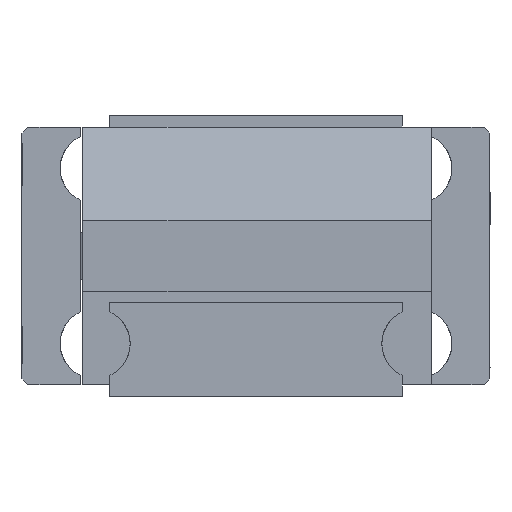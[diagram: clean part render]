
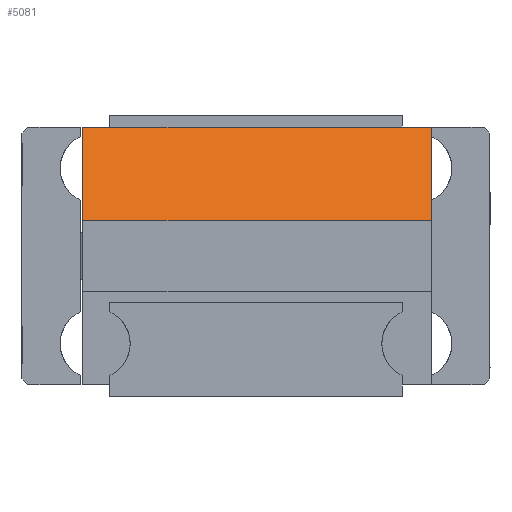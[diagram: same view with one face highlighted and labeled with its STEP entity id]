
A CAD part, front view. The second image highlights one B-rep face of the part: STEP entity #5081.
In plain terms, the highlighted face is planar.
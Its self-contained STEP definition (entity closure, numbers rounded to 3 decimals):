
#5042=CARTESIAN_POINT('',(15.0,-3.0,-3.0));
#5043=DIRECTION('',(0.0,-0.707,-0.707));
#5044=DIRECTION('',(-1.0,0.0,0.0));
#5045=AXIS2_PLACEMENT_3D('',#5042,#5043,#5044);
#5046=PLANE('',#5045);
#5047=CARTESIAN_POINT('',(-14.8,-7.0,1.0));
#5048=VERTEX_POINT('',#5047);
#5049=CARTESIAN_POINT('',(-14.8,1.0,-7.0));
#5050=VERTEX_POINT('',#5049);
#5051=CARTESIAN_POINT('',(-14.8,-7.0,1.0));
#5052=DIRECTION('',(0.0,0.707,-0.707));
#5053=VECTOR('',#5052,11.314);
#5054=LINE('',#5051,#5053);
#5055=EDGE_CURVE('',#5048,#5050,#5054,.T.);
#5056=ORIENTED_EDGE('',*,*,#5055,.T.);
#5057=CARTESIAN_POINT('',(15.0,1.0,-7.0));
#5058=VERTEX_POINT('',#5057);
#5059=CARTESIAN_POINT('',(-14.8,1.0,-7.0));
#5060=DIRECTION('',(1.0,0.0,0.0));
#5061=VECTOR('',#5060,29.8);
#5062=LINE('',#5059,#5061);
#5063=EDGE_CURVE('',#5050,#5058,#5062,.T.);
#5064=ORIENTED_EDGE('',*,*,#5063,.T.);
#5065=CARTESIAN_POINT('',(15.0,-7.0,1.0));
#5066=VERTEX_POINT('',#5065);
#5067=CARTESIAN_POINT('',(15.0,1.0,-7.0));
#5068=DIRECTION('',(0.0,-0.707,0.707));
#5069=VECTOR('',#5068,11.314);
#5070=LINE('',#5067,#5069);
#5071=EDGE_CURVE('',#5058,#5066,#5070,.T.);
#5072=ORIENTED_EDGE('',*,*,#5071,.T.);
#5073=CARTESIAN_POINT('',(15.0,-7.0,1.0));
#5074=DIRECTION('',(-1.0,0.0,0.0));
#5075=VECTOR('',#5074,29.8);
#5076=LINE('',#5073,#5075);
#5077=EDGE_CURVE('',#5066,#5048,#5076,.T.);
#5078=ORIENTED_EDGE('',*,*,#5077,.T.);
#5079=EDGE_LOOP('',(#5056,#5064,#5072,#5078));
#5080=FACE_OUTER_BOUND('',#5079,.T.);
#5081=ADVANCED_FACE('',(#5080),#5046,.T.);
